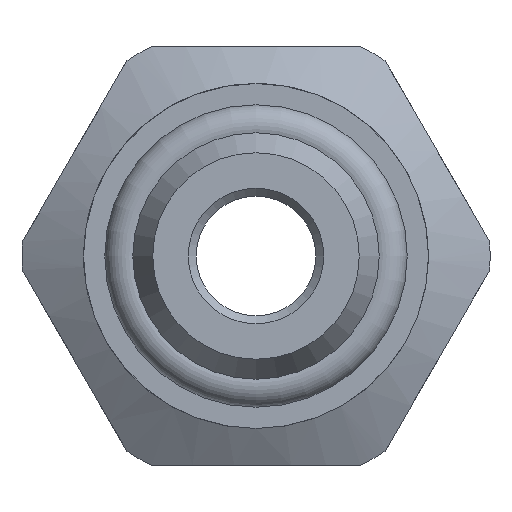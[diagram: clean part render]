
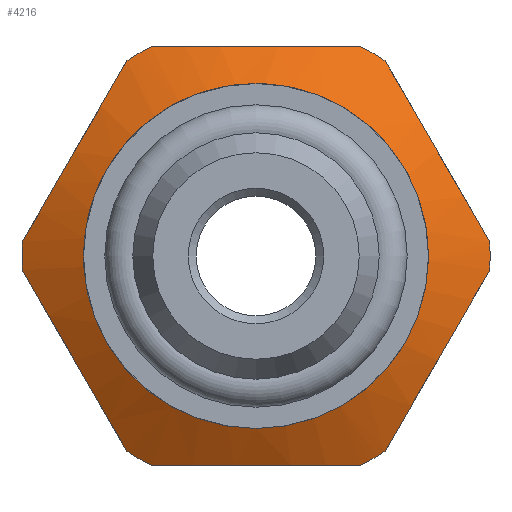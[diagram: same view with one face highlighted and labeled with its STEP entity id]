
A CAD part, front view. The second image highlights one B-rep face of the part: STEP entity #4216.
In plain terms, the highlighted conical face has half-angle 60 degrees and reference radius 7 mm.
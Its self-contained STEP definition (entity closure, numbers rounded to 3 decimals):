
#25=CONICAL_SURFACE('',#4352,7.,1.047);
#54=CIRCLE('',#4317,9.5);
#57=CIRCLE('',#4322,9.5);
#59=CIRCLE('',#4325,9.5);
#61=CIRCLE('',#4328,9.5);
#63=CIRCLE('',#4331,9.5);
#65=CIRCLE('',#4334,9.5);
#76=CIRCLE('',#4353,7.);
#1415=ORIENTED_EDGE('',*,*,#1858,.T.);
#1416=ORIENTED_EDGE('',*,*,#1837,.F.);
#1417=ORIENTED_EDGE('',*,*,#1860,.T.);
#1418=ORIENTED_EDGE('',*,*,#1832,.F.);
#1419=ORIENTED_EDGE('',*,*,#1862,.T.);
#1420=ORIENTED_EDGE('',*,*,#1828,.F.);
#1421=ORIENTED_EDGE('',*,*,#1851,.T.);
#1422=ORIENTED_EDGE('',*,*,#1848,.F.);
#1423=ORIENTED_EDGE('',*,*,#1854,.T.);
#1424=ORIENTED_EDGE('',*,*,#1844,.F.);
#1425=ORIENTED_EDGE('',*,*,#1856,.T.);
#1426=ORIENTED_EDGE('',*,*,#1840,.F.);
#1427=ORIENTED_EDGE('',*,*,#1873,.F.);
#1828=EDGE_CURVE('',#2131,#2132,#2319,.T.);
#1832=EDGE_CURVE('',#2135,#2136,#2321,.T.);
#1837=EDGE_CURVE('',#2140,#2137,#2323,.T.);
#1840=EDGE_CURVE('',#2143,#2144,#2325,.T.);
#1844=EDGE_CURVE('',#2147,#2148,#2327,.T.);
#1848=EDGE_CURVE('',#2151,#2152,#2329,.T.);
#1851=EDGE_CURVE('',#2131,#2152,#54,.T.);
#1854=EDGE_CURVE('',#2151,#2148,#57,.T.);
#1856=EDGE_CURVE('',#2147,#2144,#59,.T.);
#1858=EDGE_CURVE('',#2143,#2137,#61,.T.);
#1860=EDGE_CURVE('',#2140,#2136,#63,.T.);
#1862=EDGE_CURVE('',#2135,#2132,#65,.T.);
#1873=EDGE_CURVE('',#2164,#2164,#76,.T.);
#2131=VERTEX_POINT('',#9906);
#2132=VERTEX_POINT('',#9912);
#2135=VERTEX_POINT('',#9923);
#2136=VERTEX_POINT('',#9929);
#2137=VERTEX_POINT('',#9933);
#2140=VERTEX_POINT('',#9942);
#2143=VERTEX_POINT('',#9957);
#2144=VERTEX_POINT('',#9963);
#2147=VERTEX_POINT('',#9974);
#2148=VERTEX_POINT('',#9980);
#2151=VERTEX_POINT('',#9991);
#2152=VERTEX_POINT('',#9997);
#2164=VERTEX_POINT('',#10049);
#2319=B_SPLINE_CURVE_WITH_KNOTS('',3,(#9907,#9908,#9909,#9910,#9911),
 .UNSPECIFIED.,.F.,.F.,(4,1,4),(0.,0.004,0.009),
 .UNSPECIFIED.);
#2321=B_SPLINE_CURVE_WITH_KNOTS('',3,(#9924,#9925,#9926,#9927,#9928),
 .UNSPECIFIED.,.F.,.F.,(4,1,4),(0.,0.004,
0.009),.UNSPECIFIED.);
#2323=B_SPLINE_CURVE_WITH_KNOTS('',3,(#9943,#9944,#9945,#9946,#9947),
 .UNSPECIFIED.,.F.,.F.,(4,1,4),(0.,0.004,0.009),
 .UNSPECIFIED.);
#2325=B_SPLINE_CURVE_WITH_KNOTS('',3,(#9958,#9959,#9960,#9961,#9962),
 .UNSPECIFIED.,.F.,.F.,(4,1,4),(0.,0.004,
0.009),.UNSPECIFIED.);
#2327=B_SPLINE_CURVE_WITH_KNOTS('',3,(#9975,#9976,#9977,#9978,#9979),
 .UNSPECIFIED.,.F.,.F.,(4,1,4),(0.,0.004,
0.009),.UNSPECIFIED.);
#2329=B_SPLINE_CURVE_WITH_KNOTS('',3,(#9992,#9993,#9994,#9995,#9996),
 .UNSPECIFIED.,.F.,.F.,(4,1,4),(-0.004,0.,0.004),
 .UNSPECIFIED.);
#2512=EDGE_LOOP('',(#1415,#1416,#1417,#1418,#1419,#1420,#1421,#1422,#1423,
#1424,#1425,#1426));
#2513=EDGE_LOOP('',(#1427));
#2728=FACE_BOUND('',#2512,.T.);
#2729=FACE_BOUND('',#2513,.T.);
#4216=ADVANCED_FACE('',(#2728,#2729),#25,.T.);
#4317=AXIS2_PLACEMENT_3D('',#10001,#4767,#4768);
#4322=AXIS2_PLACEMENT_3D('',#10008,#4777,#4778);
#4325=AXIS2_PLACEMENT_3D('',#10011,#4783,#4784);
#4328=AXIS2_PLACEMENT_3D('',#10014,#4789,#4790);
#4331=AXIS2_PLACEMENT_3D('',#10017,#4795,#4796);
#4334=AXIS2_PLACEMENT_3D('',#10020,#4801,#4802);
#4352=AXIS2_PLACEMENT_3D('',#10047,#4837,#4838);
#4353=AXIS2_PLACEMENT_3D('',#10048,#4839,#4840);
#4767=DIRECTION('',(0.,-1.,0.));
#4768=DIRECTION('',(0.,0.,-1.));
#4777=DIRECTION('',(0.,-1.,0.));
#4778=DIRECTION('',(0.,0.,-1.));
#4783=DIRECTION('',(0.,-1.,0.));
#4784=DIRECTION('',(0.,0.,-1.));
#4789=DIRECTION('',(0.,-1.,0.));
#4790=DIRECTION('',(0.,0.,-1.));
#4795=DIRECTION('',(0.,-1.,0.));
#4796=DIRECTION('',(0.,0.,-1.));
#4801=DIRECTION('',(0.,-1.,0.));
#4802=DIRECTION('',(0.,0.,-1.));
#4837=DIRECTION('',(0.,1.,0.));
#4838=DIRECTION('',(0.,0.,1.));
#4839=DIRECTION('',(0.,-1.,0.));
#4840=DIRECTION('',(0.,0.,-1.));
#9906=CARTESIAN_POINT('',(5.24,10.943,7.924));
#9907=CARTESIAN_POINT('',(5.24,10.943,7.924));
#9908=CARTESIAN_POINT('',(5.936,10.585,6.719));
#9909=CARTESIAN_POINT('',(7.347,10.148,4.274));
#9910=CARTESIAN_POINT('',(8.785,10.584,1.783));
#9911=CARTESIAN_POINT('',(9.483,10.943,0.576));
#9912=CARTESIAN_POINT('',(9.483,10.943,0.576));
#9923=CARTESIAN_POINT('',(9.483,10.943,-0.576));
#9924=CARTESIAN_POINT('',(9.483,10.943,-0.576));
#9925=CARTESIAN_POINT('',(8.787,10.585,-1.781));
#9926=CARTESIAN_POINT('',(7.375,10.148,-4.226));
#9927=CARTESIAN_POINT('',(5.937,10.584,-6.717));
#9928=CARTESIAN_POINT('',(5.24,10.943,-7.924));
#9929=CARTESIAN_POINT('',(5.24,10.943,-7.924));
#9933=CARTESIAN_POINT('',(-4.243,10.943,-8.5));
#9942=CARTESIAN_POINT('',(4.243,10.943,-8.5));
#9943=CARTESIAN_POINT('',(4.243,10.943,-8.5));
#9944=CARTESIAN_POINT('',(2.851,10.585,-8.5));
#9945=CARTESIAN_POINT('',(0.,10.147,-8.5));
#9946=CARTESIAN_POINT('',(-2.851,10.585,-8.5));
#9947=CARTESIAN_POINT('',(-4.243,10.943,-8.5));
#9957=CARTESIAN_POINT('',(-5.24,10.943,-7.924));
#9958=CARTESIAN_POINT('',(-5.24,10.943,-7.924));
#9959=CARTESIAN_POINT('',(-5.936,10.585,-6.719));
#9960=CARTESIAN_POINT('',(-7.347,10.148,-4.274));
#9961=CARTESIAN_POINT('',(-8.785,10.584,-1.783));
#9962=CARTESIAN_POINT('',(-9.483,10.943,-0.576));
#9963=CARTESIAN_POINT('',(-9.483,10.943,-0.576));
#9974=CARTESIAN_POINT('',(-9.483,10.943,0.576));
#9975=CARTESIAN_POINT('',(-9.483,10.943,0.576));
#9976=CARTESIAN_POINT('',(-8.787,10.585,1.781));
#9977=CARTESIAN_POINT('',(-7.375,10.148,4.226));
#9978=CARTESIAN_POINT('',(-5.937,10.584,6.717));
#9979=CARTESIAN_POINT('',(-5.24,10.943,7.924));
#9980=CARTESIAN_POINT('',(-5.24,10.943,7.924));
#9991=CARTESIAN_POINT('',(-4.243,10.943,8.5));
#9992=CARTESIAN_POINT('',(-4.243,10.943,8.5));
#9993=CARTESIAN_POINT('',(-2.851,10.585,8.5));
#9994=CARTESIAN_POINT('',(0.,10.147,8.5));
#9995=CARTESIAN_POINT('',(2.851,10.585,8.5));
#9996=CARTESIAN_POINT('',(4.243,10.943,8.5));
#9997=CARTESIAN_POINT('',(4.243,10.943,8.5));
#10001=CARTESIAN_POINT('',(0.,10.943,0.));
#10008=CARTESIAN_POINT('',(0.,10.943,0.));
#10011=CARTESIAN_POINT('',(0.,10.943,0.));
#10014=CARTESIAN_POINT('',(0.,10.943,0.));
#10017=CARTESIAN_POINT('',(0.,10.943,0.));
#10020=CARTESIAN_POINT('',(0.,10.943,0.));
#10047=CARTESIAN_POINT('',(0.,9.5,0.));
#10048=CARTESIAN_POINT('',(0.,9.5,0.));
#10049=CARTESIAN_POINT('',(0.,9.5,-7.));
